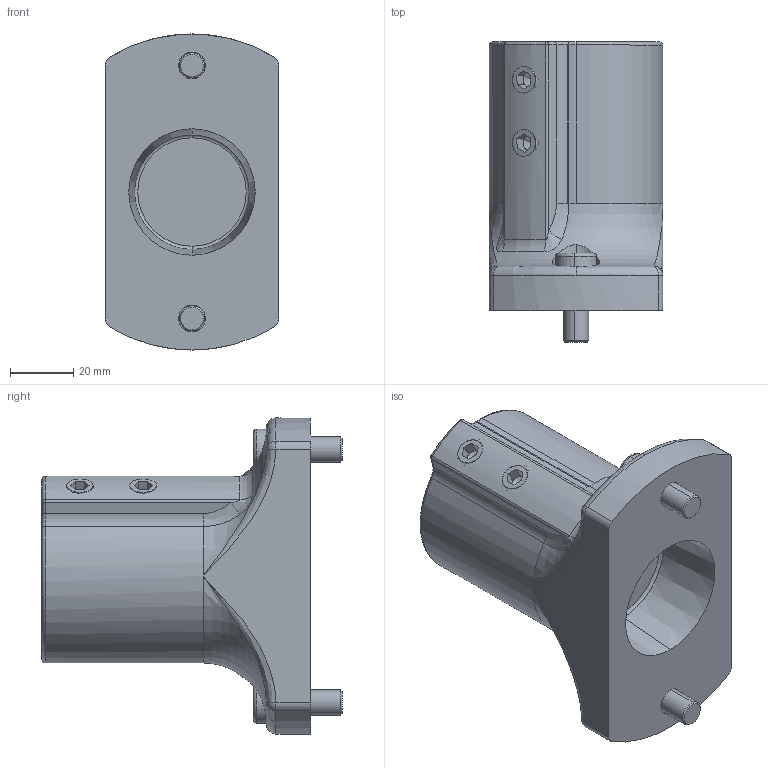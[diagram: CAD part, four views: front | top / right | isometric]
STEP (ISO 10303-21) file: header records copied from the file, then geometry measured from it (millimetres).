
FILE_DESCRIPTION (( 'STEP AP203' ), '1' );
FILE_NAME ('SPS.BA40.T.STEP', '2014-05-20T05:51:38', ( 'USER' ), ( 'Microsoft' ), 'SwSTEP 2.0', 'SolidWorks 2012', '' );
FILE_SCHEMA (( 'CONFIG_CONTROL_DESIGN' ));
Length unit declared in the file: millimetre
Products named in the file (5): hex socket set screws with flat point gb_GB_FASTENER_SCREWS_HSFP M10X12-C; SPS.BA40.T; hexagon socket head cap screws gb_GB_FASTENER_SCREWS_HSHCS M8X20-C; T倛盓釱; spring lock washers--normal type gb_GB_FASTENER_WASHER_SW 8
Assembly tree (7 placements, depth 2):
  SPS.BA40.T
    T倛盓釱
    spring lock washers--normal type gb_GB_FASTENER_WASHER_SW 8  x2
    hexagon socket head cap screws gb_GB_FASTENER_SCREWS_HSHCS M8X20-C  x2
    hex socket set screws with flat point gb_GB_FASTENER_SCREWS_HSFP M10X12-C  x2
Bounding box: 55 x 94.9 x 100 mm (x, y, z)
Volume: 169063.1 mm3; surface area: 40632 mm2
Topology: 7 solids, 7 shells, 194 faces, 446 edges, 261 vertices
Faces by surface type: plane 77, cylinder 58, torus 23, cone 22, bspline 8, sphere 6
Entity records: 5453 total; most frequent: CARTESIAN_POINT 1772, DIRECTION 702, ORIENTED_EDGE 612, EDGE_CURVE 306, AXIS2_PLACEMENT_3D 293, VERTEX_POINT 183, CIRCLE 154, EDGE_LOOP 151
